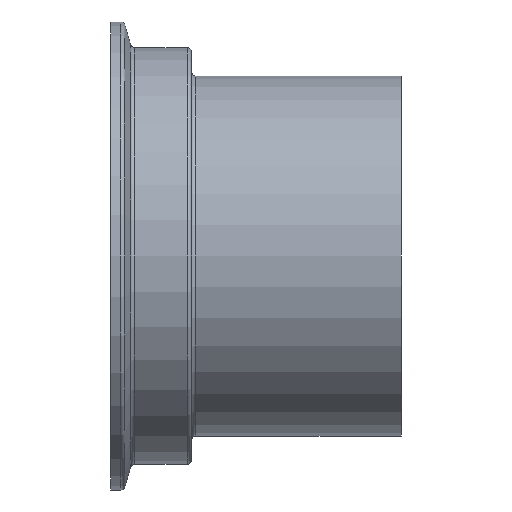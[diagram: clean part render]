
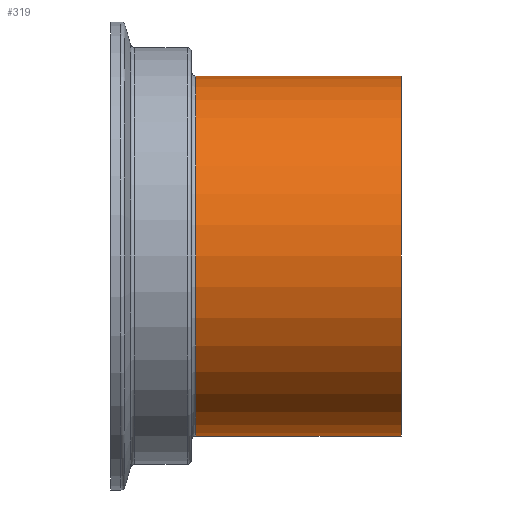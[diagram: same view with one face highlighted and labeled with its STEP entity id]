
A CAD part, front view. The second image highlights one B-rep face of the part: STEP entity #319.
In plain terms, the highlighted cylindrical face has radius 35 mm (diameter 70 mm), a partial arc.
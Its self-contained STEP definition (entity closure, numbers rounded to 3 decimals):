
#6 = CARTESIAN_POINT ( 'NONE',  ( 6.12, -8.135, 35. ) ) ;
#20 = VERTEX_POINT ( 'NONE', #665 ) ;
#22 = CARTESIAN_POINT ( 'NONE',  ( 6.12, -8.135, 0. ) ) ;
#36 = DIRECTION ( 'NONE',  ( -1., 0., 0. ) ) ;
#46 = CIRCLE ( 'NONE', #698, 35. ) ;
#79 = CARTESIAN_POINT ( 'NONE',  ( 46.12, -8.135, 0. ) ) ;
#143 = VECTOR ( 'NONE', #620, 1000. ) ;
#147 = ORIENTED_EDGE ( 'NONE', *, *, #552, .T. ) ;
#177 = CIRCLE ( 'NONE', #584, 35. ) ;
#235 = AXIS2_PLACEMENT_3D ( 'NONE', #492, #249, #497 ) ;
#249 = DIRECTION ( 'NONE',  ( -1., 0., 0. ) ) ;
#252 = LINE ( 'NONE', #743, #143 ) ;
#264 = VERTEX_POINT ( 'NONE', #734 ) ;
#265 = DIRECTION ( 'NONE',  ( 0., 0., 1. ) ) ;
#271 = ORIENTED_EDGE ( 'NONE', *, *, #481, .T. ) ;
#272 = DIRECTION ( 'NONE',  ( -1., 0., 0. ) ) ;
#319 = ADVANCED_FACE ( 'NONE', ( #630 ), #794, .T. ) ;
#347 = LINE ( 'NONE', #596, #387 ) ;
#387 = VECTOR ( 'NONE', #36, 1000. ) ;
#463 = DIRECTION ( 'NONE',  ( -1., 0., 0. ) ) ;
#481 = EDGE_CURVE ( 'NONE', #20, #519, #252, .T. ) ;
#490 = ORIENTED_EDGE ( 'NONE', *, *, #667, .F. ) ;
#492 = CARTESIAN_POINT ( 'NONE',  ( -172.678, -8.135, 0. ) ) ;
#497 = DIRECTION ( 'NONE',  ( 0., 0., 1. ) ) ;
#502 = ORIENTED_EDGE ( 'NONE', *, *, #784, .F. ) ;
#503 = CARTESIAN_POINT ( 'NONE',  ( 46.12, -8.135, -35. ) ) ;
#519 = VERTEX_POINT ( 'NONE', #6 ) ;
#552 = EDGE_CURVE ( 'NONE', #694, #20, #46, .T. ) ;
#584 = AXIS2_PLACEMENT_3D ( 'NONE', #22, #272, #265 ) ;
#596 = CARTESIAN_POINT ( 'NONE',  ( -172.678, -8.135, -35. ) ) ;
#620 = DIRECTION ( 'NONE',  ( -1., 0., 0. ) ) ;
#630 = FACE_OUTER_BOUND ( 'NONE', #748, .T. ) ;
#665 = CARTESIAN_POINT ( 'NONE',  ( 46.12, -8.135, 35. ) ) ;
#667 = EDGE_CURVE ( 'NONE', #264, #519, #177, .T. ) ;
#694 = VERTEX_POINT ( 'NONE', #503 ) ;
#697 = DIRECTION ( 'NONE',  ( 0., 0., 1. ) ) ;
#698 = AXIS2_PLACEMENT_3D ( 'NONE', #79, #463, #697 ) ;
#734 = CARTESIAN_POINT ( 'NONE',  ( 6.12, -8.135, -35. ) ) ;
#743 = CARTESIAN_POINT ( 'NONE',  ( -172.678, -8.135, 35. ) ) ;
#748 = EDGE_LOOP ( 'NONE', ( #502, #147, #271, #490 ) ) ;
#784 = EDGE_CURVE ( 'NONE', #694, #264, #347, .T. ) ;
#794 = CYLINDRICAL_SURFACE ( 'NONE', #235, 35. ) ;
